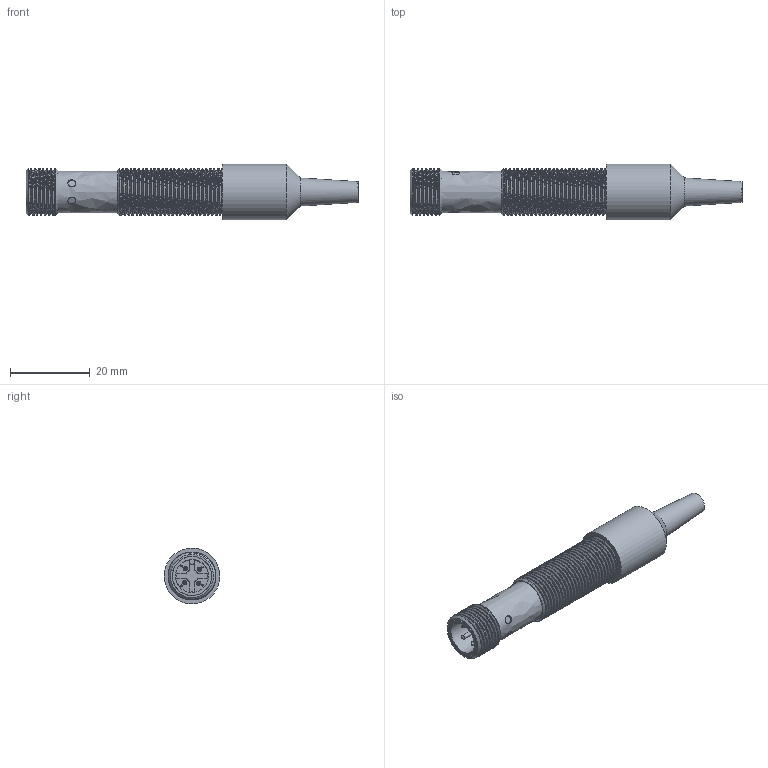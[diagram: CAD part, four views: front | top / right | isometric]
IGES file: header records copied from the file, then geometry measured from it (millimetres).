
Global section: file name: US12 M150 FB; native system: Autodesk Inventor 2020; preprocessor: unknown; author: C. Kuhn; organization: di-soric GmbH & Co. KG; date: 20200707.070724; units: millimetre
Bounding box: 83.3 x 14 x 13.98 mm (x, y, z)
Volume: 5488.5 mm3; surface area: 5791.5 mm2
Topology: 1 solids, 6 shells, 250 faces, 668 edges, 453 vertices
Faces by surface type: bspline 250
